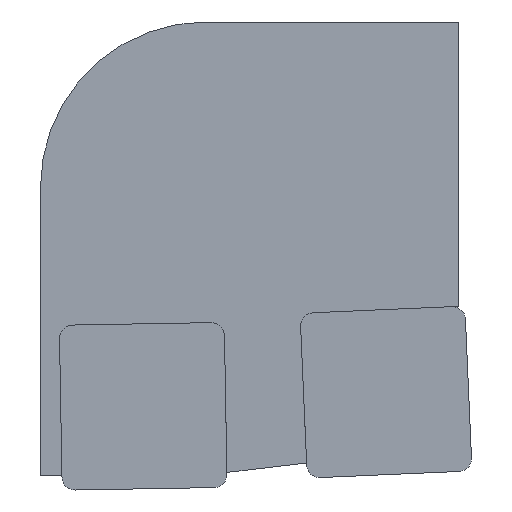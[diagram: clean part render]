
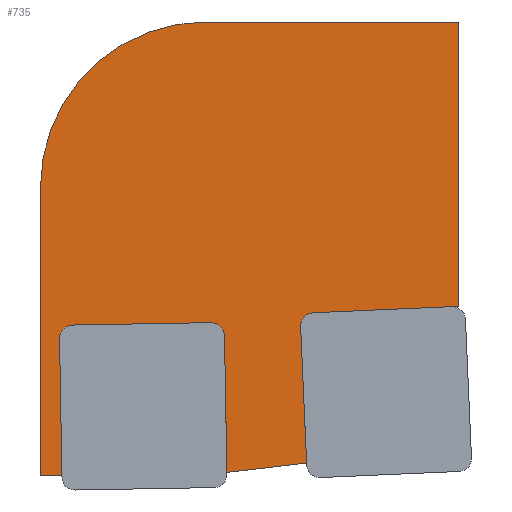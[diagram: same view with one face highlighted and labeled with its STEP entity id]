
A CAD part, left-side view. The second image highlights one B-rep face of the part: STEP entity #735.
In plain terms, the highlighted planar face has unit normal (-1, 0, 0).
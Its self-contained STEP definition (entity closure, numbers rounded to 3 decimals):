
#131=DIRECTION('',(0.,0.999,-0.044));
#132=VECTOR('',#131,8.643);
#133=CARTESIAN_POINT('',(0.,0.75,11.108));
#134=LINE('',#133,#132);
#138=CARTESIAN_POINT('',(0.,9.35,9.932));
#139=DIRECTION('',(-1.,0.,0.));
#140=DIRECTION('',(0.,0.044,0.999));
#141=AXIS2_PLACEMENT_3D('',#138,#139,#140);
#146=DIRECTION('',(0.,0.044,0.999));
#147=VECTOR('',#146,8.1);
#148=CARTESIAN_POINT('',(0.,9.796,1.805));
#149=LINE('',#148,#147);
#153=DIRECTION('',(0.,-0.993,0.118));
#154=VECTOR('',#153,4.768);
#155=CARTESIAN_POINT('',(0.,14.531,1.243));
#156=LINE('',#155,#154);
#160=DIRECTION('',(0.,0.017,1.));
#161=VECTOR('',#160,8.114);
#162=CARTESIAN_POINT('',(0.,14.531,1.243));
#163=LINE('',#162,#161);
#167=CARTESIAN_POINT('',(0.,15.472,9.342));
#168=DIRECTION('',(-1.,0.,0.));
#169=DIRECTION('',(0.,-1.,0.017));
#170=AXIS2_PLACEMENT_3D('',#167,#168,#169);
#175=DIRECTION('',(0.,1.,-0.017));
#176=VECTOR('',#175,8.2);
#177=CARTESIAN_POINT('',(0.,15.486,10.142));
#178=LINE('',#177,#176);
#182=CARTESIAN_POINT('',(0.,23.671,9.199));
#183=DIRECTION('',(-1.,0.,0.));
#184=DIRECTION('',(0.,0.017,1.));
#185=AXIS2_PLACEMENT_3D('',#182,#183,#184);
#190=DIRECTION('',(0.,0.017,1.));
#191=VECTOR('',#190,8.114);
#192=CARTESIAN_POINT('',(0.,24.329,1.072));
#193=LINE('',#192,#191);
#197=DIRECTION('',(0.,-1.,0.017));
#198=VECTOR('',#197,1.271);
#199=CARTESIAN_POINT('',(0.,25.6,1.05));
#200=LINE('',#199,#198);
#204=DIRECTION('',(0.,0.,-1.));
#205=VECTOR('',#204,17.15);
#206=CARTESIAN_POINT('',(0.,25.6,18.2));
#207=LINE('',#206,#205);
#211=CARTESIAN_POINT('',(0.,15.8,18.2));
#212=DIRECTION('',(-1.,0.,0.));
#213=DIRECTION('',(0.,0.,1.));
#214=AXIS2_PLACEMENT_3D('',#211,#212,#213);
#219=DIRECTION('',(0.,1.,0.));
#220=VECTOR('',#219,15.05);
#221=CARTESIAN_POINT('',(0.,0.75,28.));
#222=LINE('',#221,#220);
#226=DIRECTION('',(0.,0.,1.));
#227=VECTOR('',#226,16.892);
#228=CARTESIAN_POINT('',(0.,0.75,11.108));
#229=LINE('',#228,#227);
#539=CARTESIAN_POINT('',(0.,15.8,28.));
#540=CARTESIAN_POINT('',(0.,25.6,18.2));
#541=VERTEX_POINT('',#539);
#542=VERTEX_POINT('',#540);
#547=CARTESIAN_POINT('',(0.,0.75,11.108));
#548=CARTESIAN_POINT('',(0.,9.385,10.731));
#549=VERTEX_POINT('',#547);
#550=VERTEX_POINT('',#548);
#551=CARTESIAN_POINT('',(0.,9.796,1.805));
#552=CARTESIAN_POINT('',(0.,10.149,9.897));
#553=VERTEX_POINT('',#551);
#554=VERTEX_POINT('',#552);
#567=CARTESIAN_POINT('',(0.,14.531,1.243));
#568=CARTESIAN_POINT('',(0.,14.672,9.356));
#569=VERTEX_POINT('',#567);
#570=VERTEX_POINT('',#568);
#571=CARTESIAN_POINT('',(0.,15.486,10.142));
#572=CARTESIAN_POINT('',(0.,23.685,9.999));
#573=VERTEX_POINT('',#571);
#574=VERTEX_POINT('',#572);
#575=CARTESIAN_POINT('',(0.,24.329,1.072));
#576=CARTESIAN_POINT('',(0.,24.471,9.185));
#577=VERTEX_POINT('',#575);
#578=VERTEX_POINT('',#576);
#617=CARTESIAN_POINT('',(0.,25.6,1.05));
#618=VERTEX_POINT('',#617);
#619=CARTESIAN_POINT('',(0.,0.75,28.));
#620=VERTEX_POINT('',#619);
#701=CARTESIAN_POINT('',(0.,0.,0.));
#702=DIRECTION('',(-1.,0.,0.));
#703=DIRECTION('',(0.,0.,1.));
#704=AXIS2_PLACEMENT_3D('',#701,#702,#703);
#705=PLANE('',#704);
#706=ORIENTED_EDGE('',*,*,#691,.T.);
#708=ORIENTED_EDGE('',*,*,#707,.T.);
#710=ORIENTED_EDGE('',*,*,#709,.F.);
#712=ORIENTED_EDGE('',*,*,#711,.F.);
#714=ORIENTED_EDGE('',*,*,#713,.T.);
#716=ORIENTED_EDGE('',*,*,#715,.T.);
#718=ORIENTED_EDGE('',*,*,#717,.T.);
#720=ORIENTED_EDGE('',*,*,#719,.T.);
#722=ORIENTED_EDGE('',*,*,#721,.F.);
#724=ORIENTED_EDGE('',*,*,#723,.F.);
#726=ORIENTED_EDGE('',*,*,#725,.F.);
#728=ORIENTED_EDGE('',*,*,#727,.F.);
#730=ORIENTED_EDGE('',*,*,#729,.F.);
#732=ORIENTED_EDGE('',*,*,#731,.F.);
#733=EDGE_LOOP('',(#706,#708,#710,#712,#714,#716,#718,#720,#722,#724,#726,#728,
#730,#732));
#734=FACE_OUTER_BOUND('',#733,.F.);
#142=CIRCLE('',#141,0.8);
#171=CIRCLE('',#170,0.8);
#186=CIRCLE('',#185,0.8);
#215=CIRCLE('',#214,9.8);
#691=EDGE_CURVE('',#549,#550,#134,.T.);
#707=EDGE_CURVE('',#550,#554,#142,.T.);
#709=EDGE_CURVE('',#553,#554,#149,.T.);
#711=EDGE_CURVE('',#569,#553,#156,.T.);
#713=EDGE_CURVE('',#569,#570,#163,.T.);
#715=EDGE_CURVE('',#570,#573,#171,.T.);
#717=EDGE_CURVE('',#573,#574,#178,.T.);
#719=EDGE_CURVE('',#574,#578,#186,.T.);
#721=EDGE_CURVE('',#577,#578,#193,.T.);
#723=EDGE_CURVE('',#618,#577,#200,.T.);
#725=EDGE_CURVE('',#542,#618,#207,.T.);
#727=EDGE_CURVE('',#541,#542,#215,.T.);
#729=EDGE_CURVE('',#620,#541,#222,.T.);
#731=EDGE_CURVE('',#549,#620,#229,.T.);
#735=ADVANCED_FACE('',(#734),#705,.T.);
